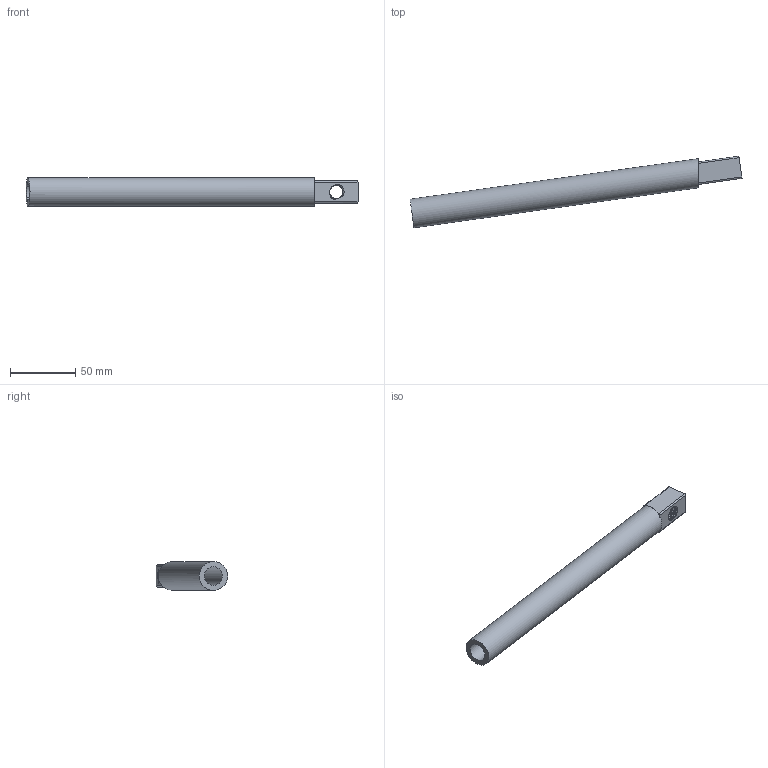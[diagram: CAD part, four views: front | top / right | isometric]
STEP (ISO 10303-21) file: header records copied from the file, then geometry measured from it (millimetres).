
FILE_DESCRIPTION (( 'STEP AP203' ), '1' );
FILE_NAME ('guidon gauche.STEP', '2020-01-20T02:04:55', ( '' ), ( '' ), 'SwSTEP 2.0', 'SolidWorks 2019', '' );
FILE_SCHEMA (( 'CONFIG_CONTROL_DESIGN' ));
Length unit declared in the file: millimetre
Products named in the file (2): guidon gauche; GUIDON
Assembly tree (1 placements, depth 2):
  guidon gauche
    GUIDON
Bounding box: 253.87 x 54.61 x 21.99 mm (x, y, z)
Volume: 76424.7 mm3; surface area: 23376.3 mm2
Topology: 1 solids, 1 shells, 32 faces, 79 edges, 50 vertices
Faces by surface type: plane 15, cylinder 10, bspline 7
Full cylindrical faces by diameter (mm): 14 x1, 22 x1
Entity records: 5999 total; most frequent: CARTESIAN_POINT 5192, ORIENTED_EDGE 152, DIRECTION 98, EDGE_CURVE 76, VERTEX_POINT 49, EDGE_LOOP 37, AXIS2_PLACEMENT_3D 36, FACE_OUTER_BOUND 34
